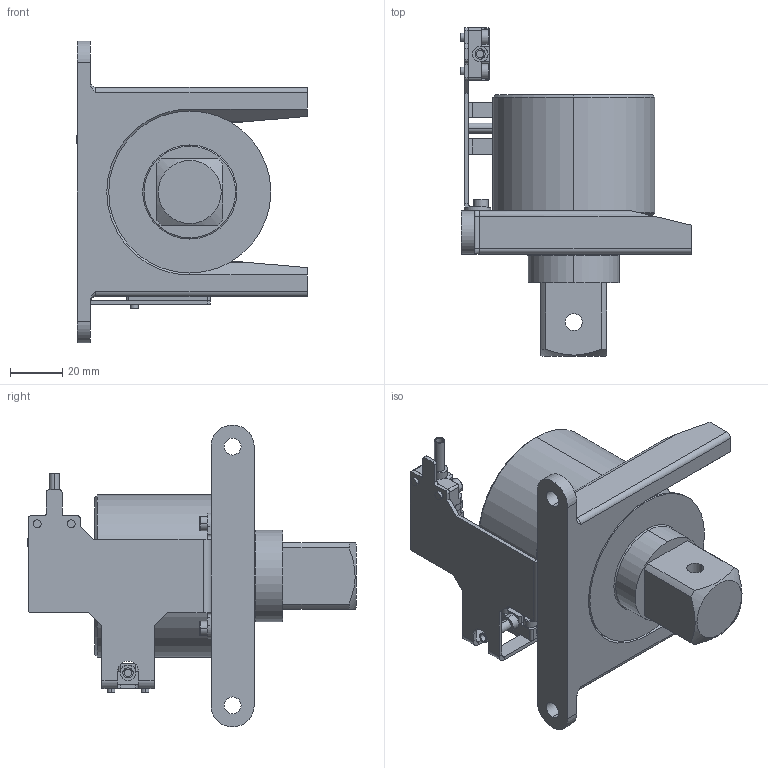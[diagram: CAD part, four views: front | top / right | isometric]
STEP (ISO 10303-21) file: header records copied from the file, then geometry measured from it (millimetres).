
FILE_DESCRIPTION((''),'2;1');
FILE_NAME('4027045002_ASM','2023-08-10T12:46:04',('a00528554'),(''),'CREO PARAMETRIC BY PTC INC, 2022414','CREO PARAMETRIC BY PTC INC, 2022414','');
FILE_SCHEMA(('CONFIG_CONTROL_DESIGN','GEOMETRIC_VALIDATION_PROPERTIES_MIM'));
Length unit declared in the file: millimetre
Products named in the file (13): 4027045250; 4027045260; 4027040210; 4027040211; 4027041386; 4027041387; 4027041390_AF0; 0517116000; 0108114700; 4027045200_ASM; 4027045161; 0211110500; 4027045002_ASM
Assembly tree (21 placements, depth 3):
  4027045002_ASM
    4027045250
    4027045260
    4027045200_ASM
      4027040210
      4027040211
      4027041386
      4027041387
      4027041390_AF0
      0517116000  x4
      0108114700
    4027045161  x2
    0211110500  x6
Bounding box: 88.3 x 125.55 x 115.5 mm (x, y, z)
Volume: 204003.8 mm3; surface area: 83737.2 mm2
Topology: 20 solids, 26 shells, 737 faces, 1909 edges, 1215 vertices
Faces by surface type: plane 345, cylinder 241, cone 55, extrusion 44, torus 36, sphere 10, bspline 6
Entity records: 21405 total; most frequent: CARTESIAN_POINT 7525, DIRECTION 2529, ORIENTED_EDGE 2442, EDGE_CURVE 1233, AXIS2_PLACEMENT_3D 904, VERTEX_POINT 791, VECTOR 721, LINE 699
